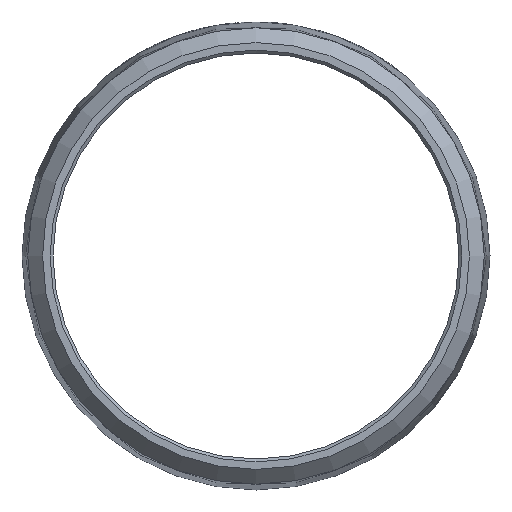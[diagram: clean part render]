
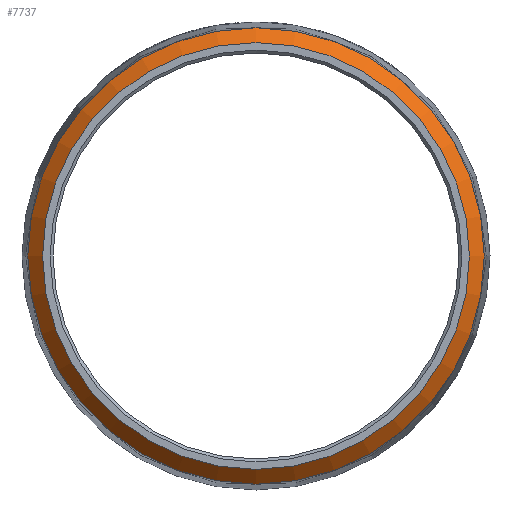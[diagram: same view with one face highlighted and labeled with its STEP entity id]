
A CAD part, left-side view. The second image highlights one B-rep face of the part: STEP entity #7737.
In plain terms, the highlighted conical face has half-angle 45 degrees and reference radius 23.551 mm.
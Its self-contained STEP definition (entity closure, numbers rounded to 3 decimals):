
#63 = EDGE_CURVE ( 'NONE', #17785, #17785, #7893, .T. ) ;
#307 = CARTESIAN_POINT ( 'NONE',  ( -100., 22.023, 0. ) ) ;
#519 = DIRECTION ( 'NONE',  ( 1., 0., 0. ) ) ;
#1761 = VERTEX_POINT ( 'NONE', #307 ) ;
#3372 = FACE_OUTER_BOUND ( 'NONE', #16548, .T. ) ;
#4111 = DIRECTION ( 'NONE',  ( 1., 0., 0. ) ) ;
#5109 = FACE_BOUND ( 'NONE', #18022, .T. ) ;
#6137 = DIRECTION ( 'NONE',  ( 0., 1., 0. ) ) ;
#7532 = AXIS2_PLACEMENT_3D ( 'NONE', #15347, #12517, #18114 ) ;
#7571 = ORIENTED_EDGE ( 'NONE', *, *, #11551, .T. ) ;
#7737 = ADVANCED_FACE ( 'NONE', ( #5109, #3372 ), #15033, .T. ) ;
#7893 = CIRCLE ( 'NONE', #10822, 23.551 ) ;
#7971 = CARTESIAN_POINT ( 'NONE',  ( -98.472, 0., 0. ) ) ;
#9877 = ORIENTED_EDGE ( 'NONE', *, *, #63, .F. ) ;
#10822 = AXIS2_PLACEMENT_3D ( 'NONE', #16698, #4111, #10935 ) ;
#10935 = DIRECTION ( 'NONE',  ( 0., 1., 0. ) ) ;
#11551 = EDGE_CURVE ( 'NONE', #1761, #1761, #17764, .T. ) ;
#11811 = AXIS2_PLACEMENT_3D ( 'NONE', #7971, #519, #6137 ) ;
#12517 = DIRECTION ( 'NONE',  ( 1., 0., 0. ) ) ;
#15033 = CONICAL_SURFACE ( 'NONE', #11811, 23.551, 0.785 ) ;
#15347 = CARTESIAN_POINT ( 'NONE',  ( -100., 0., 0. ) ) ;
#16400 = CARTESIAN_POINT ( 'NONE',  ( -98.472, 23.551, 0. ) ) ;
#16548 = EDGE_LOOP ( 'NONE', ( #9877 ) ) ;
#16698 = CARTESIAN_POINT ( 'NONE',  ( -98.472, 0., 0. ) ) ;
#17764 = CIRCLE ( 'NONE', #7532, 22.023 ) ;
#17785 = VERTEX_POINT ( 'NONE', #16400 ) ;
#18022 = EDGE_LOOP ( 'NONE', ( #7571 ) ) ;
#18114 = DIRECTION ( 'NONE',  ( 0., 1., 0. ) ) ;
